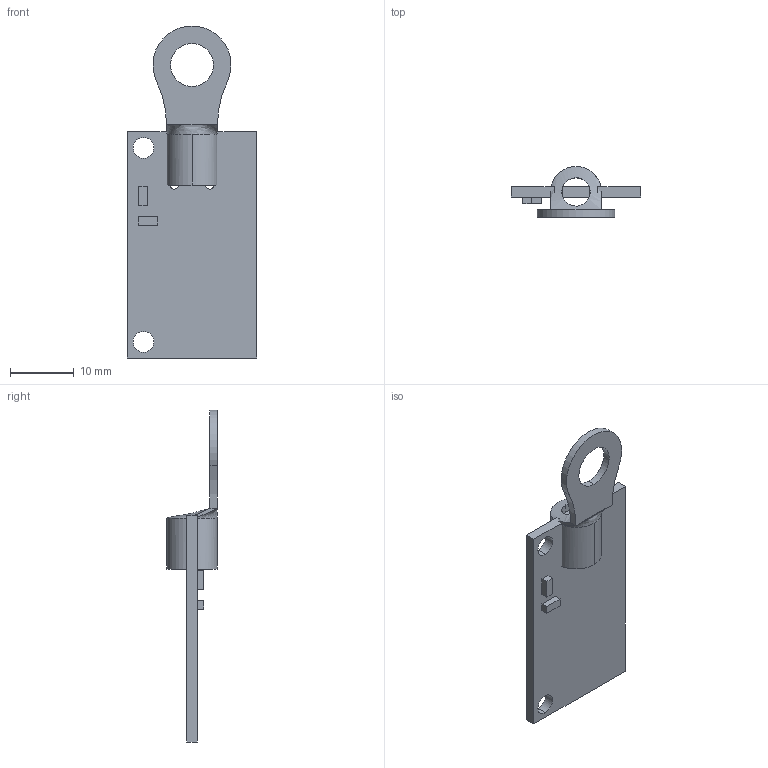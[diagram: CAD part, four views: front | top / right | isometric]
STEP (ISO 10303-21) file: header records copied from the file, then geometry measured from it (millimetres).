
FILE_DESCRIPTION (( 'STEP AP214' ), '1' );
FILE_NAME ('1PR0000M.step', '2012-03-07T19:00:13', ( '' ), ( '' ), 'SwSTEP 2.0', 'SolidWorks 2011', '' );
FILE_SCHEMA (( 'AUTOMOTIVE_DESIGN' ));
Length unit declared in the file: inch
Products named in the file (3): Molex 191930152; Mid-Board; 1PR0000M
Assembly tree (2 placements, depth 2):
  1PR0000M
    Molex 191930152
    Mid-Board
Bounding box: 20.32 x 8 x 52.17 mm (x, y, z)
Volume: 1538.1 mm3; surface area: 2366.1 mm2
Topology: 2 solids, 2 shells, 52 faces, 128 edges, 84 vertices
Faces by surface type: plane 31, cylinder 17, bspline 4
Entity records: 2079 total; most frequent: CARTESIAN_POINT 571, ORIENTED_EDGE 256, DIRECTION 252, EDGE_CURVE 128, LINE 86, VECTOR 86, VERTEX_POINT 84, AXIS2_PLACEMENT_3D 83
